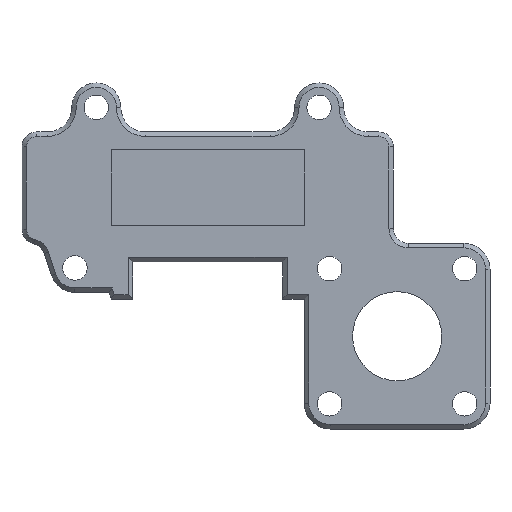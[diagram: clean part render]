
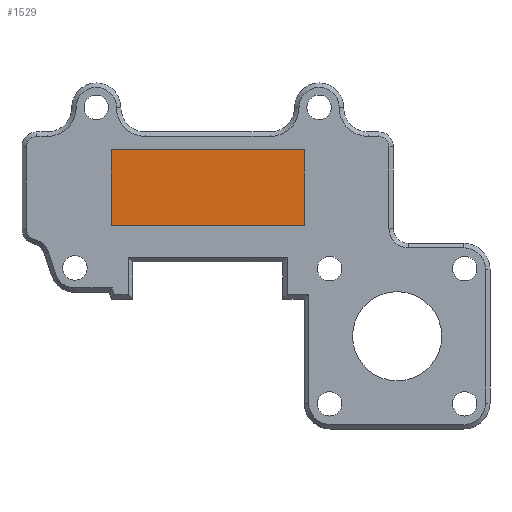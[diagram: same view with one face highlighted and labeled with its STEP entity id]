
A CAD part, front view. The second image highlights one B-rep face of the part: STEP entity #1529.
In plain terms, the highlighted planar face has unit normal (0, -1, 0).
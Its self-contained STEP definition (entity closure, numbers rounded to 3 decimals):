
#223=FACE_OUTER_BOUND('',#326,.T.);
#326=EDGE_LOOP('',(#1291,#1292,#1293,#1294));
#480=LINE('',#2568,#621);
#481=LINE('',#2570,#622);
#482=LINE('',#2572,#623);
#483=LINE('',#2573,#624);
#621=VECTOR('',#2109,10.);
#622=VECTOR('',#2110,10.);
#623=VECTOR('',#2111,10.);
#624=VECTOR('',#2112,10.);
#760=VERTEX_POINT('',#2566);
#761=VERTEX_POINT('',#2567);
#762=VERTEX_POINT('',#2569);
#763=VERTEX_POINT('',#2571);
#955=EDGE_CURVE('',#760,#761,#480,.T.);
#956=EDGE_CURVE('',#762,#760,#481,.T.);
#957=EDGE_CURVE('',#763,#762,#482,.T.);
#958=EDGE_CURVE('',#761,#763,#483,.T.);
#1291=ORIENTED_EDGE('',*,*,#955,.F.);
#1292=ORIENTED_EDGE('',*,*,#956,.F.);
#1293=ORIENTED_EDGE('',*,*,#957,.F.);
#1294=ORIENTED_EDGE('',*,*,#958,.F.);
#1452=PLANE('',#1694);
#1529=ADVANCED_FACE('',(#223),#1452,.T.);
#1694=AXIS2_PLACEMENT_3D('',#2565,#2107,#2108);
#2107=DIRECTION('center_axis',(0.,-1.,0.));
#2108=DIRECTION('ref_axis',(0.,0.,-1.));
#2109=DIRECTION('',(1.,0.,0.));
#2110=DIRECTION('',(0.,0.,1.));
#2111=DIRECTION('',(-1.,0.,0.));
#2112=DIRECTION('',(0.,0.,-1.));
#2565=CARTESIAN_POINT('Origin',(0.,15.,0.));
#2566=CARTESIAN_POINT('',(-13.,15.,5.1));
#2567=CARTESIAN_POINT('',(13.,15.,5.1));
#2568=CARTESIAN_POINT('',(6.5,15.,5.1));
#2569=CARTESIAN_POINT('',(-13.,15.,-5.1));
#2570=CARTESIAN_POINT('',(-13.,15.,2.55));
#2571=CARTESIAN_POINT('',(13.,15.,-5.1));
#2572=CARTESIAN_POINT('',(-6.5,15.,-5.1));
#2573=CARTESIAN_POINT('',(13.,15.,-2.55));
